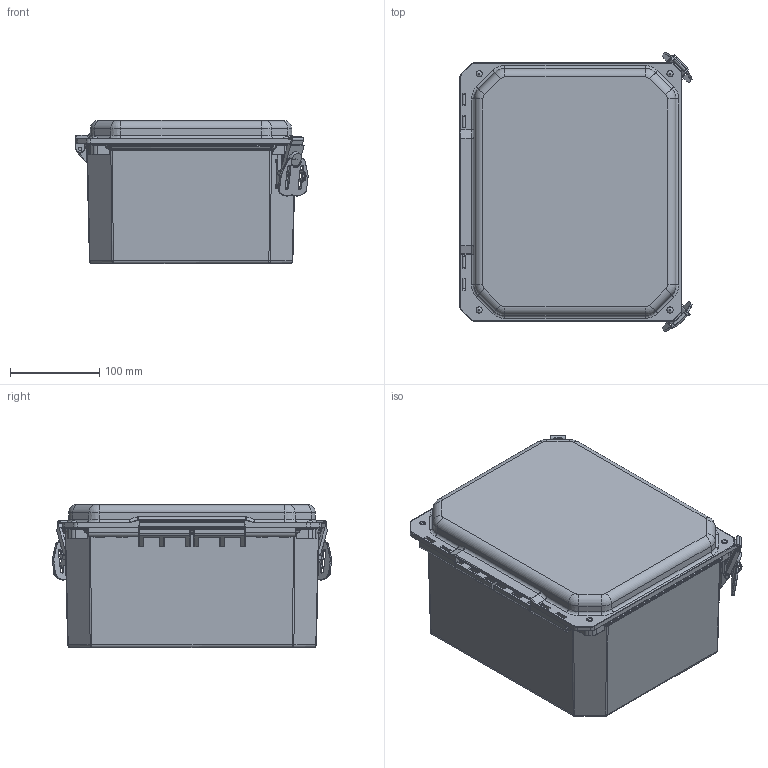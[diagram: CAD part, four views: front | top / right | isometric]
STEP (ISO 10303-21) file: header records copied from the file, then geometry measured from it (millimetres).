
FILE_DESCRIPTION (( 'STEP AP214' ), '1' );
FILE_NAME ('FRCC100806HLL.STEP', '2018-11-01T18:39:29', ( '' ), ( '' ), 'SwSTEP 2.0', 'SolidWorks 2018', '' );
FILE_SCHEMA (( 'AUTOMOTIVE_DESIGN' ));
Length unit declared in the file: inch
Products named in the file (1): FRCC100806HLL
Bounding box: 260.43 x 313.15 x 160.32 mm (x, y, z)
Volume: 1038631.5 mm3; surface area: 636087.5 mm2
Topology: 33 solids, 33 shells, 2260 faces, 5424 edges, 3190 vertices
Faces by surface type: cylinder 890, plane 656, bspline 592, cone 102, torus 20
Full cylindrical faces by diameter (mm): 1.267 x4, 1.27 x2, 2.489 x4, 3.429 x4, 3.48 x4, 3.81 x4, 3.861 x8, 3.962 x12, 5.08 x4, 5.3 x4, 5.563 x4, 6.248 x12, 6.401 x4, 7.925 x4, 9.22 x2, 15.24 x2
Entity records: 118846 total; most frequent: CARTESIAN_POINT 43163, ORIENTED_EDGE 10382, DIRECTION 7798, EDGE_CURVE 5191, VERTEX_POINT 3149, AXIS2_PLACEMENT_3D 2708, EDGE_LOOP 2510, VECTOR 2382
